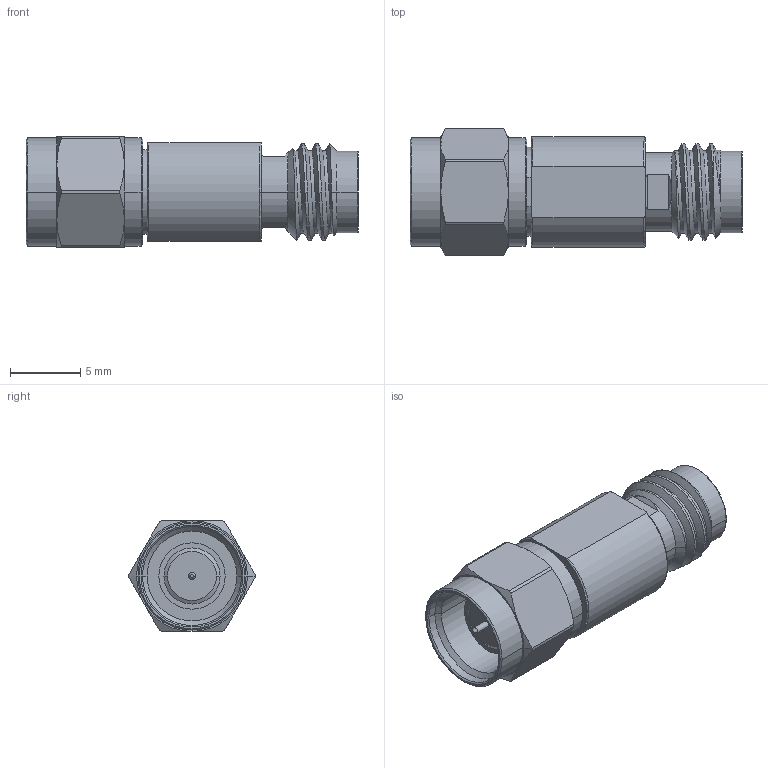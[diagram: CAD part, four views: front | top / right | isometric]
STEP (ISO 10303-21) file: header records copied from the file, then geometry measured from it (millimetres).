
FILE_DESCRIPTION (( 'STEP AP214' ), '1' );
FILE_NAME ('FMAD1603_3D.step', '2023-03-14T01:53:42', ( '' ), ( '' ), 'SwSTEP 2.0', 'SolidWorks 2022', '' );
FILE_SCHEMA (( 'AUTOMOTIVE_DESIGN' ));
Length unit declared in the file: inch
Products named in the file (4): 185-32S-5001-1-BODY^FMAD1603; FMAD1603_3D; ADS-185-3-185-8-10^FMAD1603; 185-82S-5001-1-BODY^FMAD1603
Assembly tree (3 placements, depth 2):
  FMAD1603_3D
    ADS-185-3-185-8-10^FMAD1603
    185-32S-5001-1-BODY^FMAD1603
    185-82S-5001-1-BODY^FMAD1603
Bounding box: 23.65 x 9 x 7.9 mm (x, y, z)
Volume: 831.7 mm3; surface area: 1301.5 mm2
Topology: 3 solids, 3 shells, 149 faces, 342 edges, 208 vertices
Faces by surface type: cylinder 52, cone 47, plane 37, torus 10, bspline 3
Entity records: 5277 total; most frequent: CARTESIAN_POINT 1760, DIRECTION 744, ORIENTED_EDGE 684, EDGE_CURVE 342, AXIS2_PLACEMENT_3D 314, VERTEX_POINT 208, CIRCLE 162, EDGE_LOOP 160
